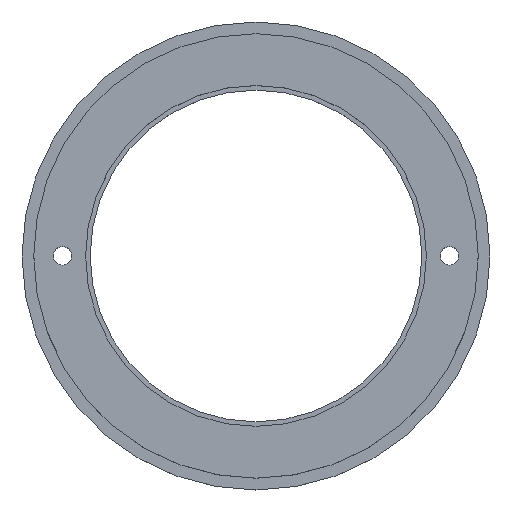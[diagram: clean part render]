
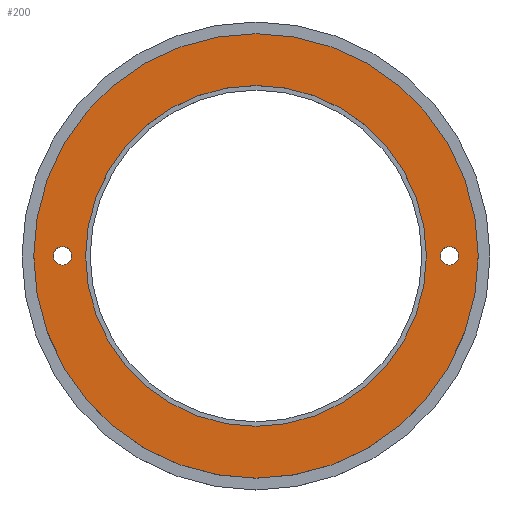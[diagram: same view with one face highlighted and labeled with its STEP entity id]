
A CAD part, top view. The second image highlights one B-rep face of the part: STEP entity #200.
In plain terms, the highlighted planar face has unit normal (0, 0, 1).
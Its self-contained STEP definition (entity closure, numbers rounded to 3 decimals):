
#24=FACE_BOUND('',#55,.T.);
#25=FACE_BOUND('',#56,.T.);
#26=FACE_BOUND('',#57,.T.);
#32=PLANE('',#248);
#42=FACE_OUTER_BOUND('',#54,.T.);
#54=EDGE_LOOP('',(#174,#175));
#55=EDGE_LOOP('',(#176));
#56=EDGE_LOOP('',(#177));
#57=EDGE_LOOP('',(#178));
#79=CIRCLE('',#230,1.);
#82=CIRCLE('',#234,1.);
#89=CIRCLE('',#244,18.5);
#90=CIRCLE('',#246,24.125);
#91=CIRCLE('',#247,24.125);
#101=VERTEX_POINT('',#341);
#104=VERTEX_POINT('',#349);
#111=VERTEX_POINT('',#368);
#112=VERTEX_POINT('',#372);
#113=VERTEX_POINT('',#373);
#121=EDGE_CURVE('',#101,#101,#79,.T.);
#125=EDGE_CURVE('',#104,#104,#82,.T.);
#133=EDGE_CURVE('',#111,#111,#89,.T.);
#135=EDGE_CURVE('',#112,#113,#90,.T.);
#136=EDGE_CURVE('',#113,#112,#91,.T.);
#174=ORIENTED_EDGE('',*,*,#135,.T.);
#175=ORIENTED_EDGE('',*,*,#136,.T.);
#176=ORIENTED_EDGE('',*,*,#121,.T.);
#177=ORIENTED_EDGE('',*,*,#125,.T.);
#178=ORIENTED_EDGE('',*,*,#133,.T.);
#200=ADVANCED_FACE('',(#42,#24,#25,#26),#32,.T.);
#230=AXIS2_PLACEMENT_3D('',#343,#274,#275);
#234=AXIS2_PLACEMENT_3D('',#351,#283,#284);
#244=AXIS2_PLACEMENT_3D('',#369,#304,#305);
#246=AXIS2_PLACEMENT_3D('',#374,#309,#310);
#247=AXIS2_PLACEMENT_3D('',#375,#311,#312);
#248=AXIS2_PLACEMENT_3D('',#377,#314,#315);
#274=DIRECTION('center_axis',(0.,0.,-1.));
#275=DIRECTION('ref_axis',(1.,0.,0.));
#283=DIRECTION('center_axis',(0.,0.,-1.));
#284=DIRECTION('ref_axis',(1.,0.,0.));
#304=DIRECTION('center_axis',(0.,0.,-1.));
#305=DIRECTION('ref_axis',(-1.,0.,0.));
#309=DIRECTION('center_axis',(0.,0.,1.));
#310=DIRECTION('ref_axis',(1.,0.,0.));
#311=DIRECTION('center_axis',(0.,0.,1.));
#312=DIRECTION('ref_axis',(1.,0.,0.));
#314=DIRECTION('center_axis',(0.,0.,1.));
#315=DIRECTION('ref_axis',(1.,0.,0.));
#341=CARTESIAN_POINT('',(-22.,0.,5.5));
#343=CARTESIAN_POINT('Origin',(-21.,0.,5.5));
#349=CARTESIAN_POINT('',(20.,0.,5.5));
#351=CARTESIAN_POINT('Origin',(21.,0.,5.5));
#368=CARTESIAN_POINT('',(18.5,0.,5.5));
#369=CARTESIAN_POINT('Origin',(0.,0.,5.5));
#372=CARTESIAN_POINT('',(24.125,0.,5.5));
#373=CARTESIAN_POINT('',(-24.125,0.,5.5));
#374=CARTESIAN_POINT('Origin',(0.,0.,5.5));
#375=CARTESIAN_POINT('Origin',(0.,0.,5.5));
#377=CARTESIAN_POINT('Origin',(0.,0.,5.5));
